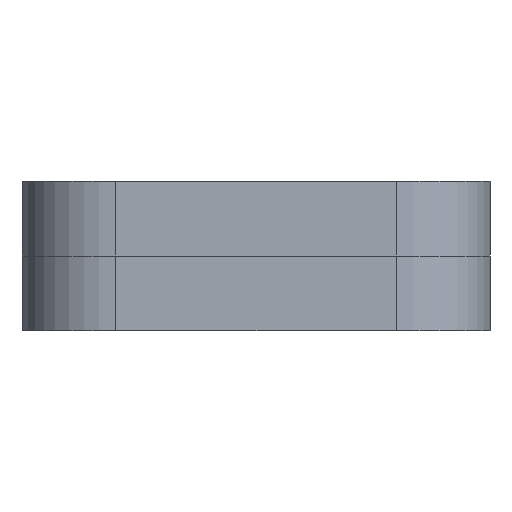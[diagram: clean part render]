
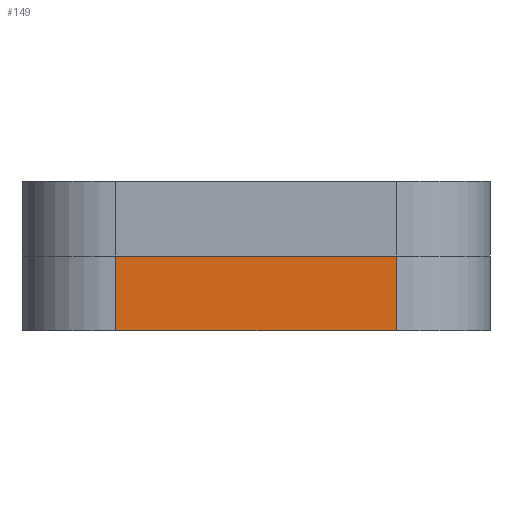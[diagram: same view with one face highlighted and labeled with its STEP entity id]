
A CAD part, front view. The second image highlights one B-rep face of the part: STEP entity #149.
In plain terms, the highlighted planar face has unit normal (0, -1, 0).
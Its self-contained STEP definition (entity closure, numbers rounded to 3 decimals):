
#149=ADVANCED_FACE('',(#1833),#1835,.T.);
#1833=FACE_BOUND('',#1834,.T.);
#1834=EDGE_LOOP('',(#3083,#3084,#3085,#3086));
#1835=PLANE('',#1836);
#1836=AXIS2_PLACEMENT_3D('',#1837,#1838,#1839);
#1837=CARTESIAN_POINT('',(-1.5,-20.,0.));
#1838=DIRECTION('',(0.,-1.,0.));
#1839=DIRECTION('',(1.,0.,0.));
#3083=ORIENTED_EDGE('',*,*,#4394,.T.);
#3084=ORIENTED_EDGE('',*,*,#4395,.T.);
#3085=ORIENTED_EDGE('',*,*,#4396,.F.);
#3086=ORIENTED_EDGE('',*,*,#4392,.F.);
#4392=EDGE_CURVE('',#4921,#4923,#4924,.T.);
#4394=EDGE_CURVE('',#4921,#4926,#4927,.T.);
#4395=EDGE_CURVE('',#4926,#4928,#4929,.T.);
#4396=EDGE_CURVE('',#4923,#4928,#4930,.T.);
#4921=VERTEX_POINT('',#5813);
#4923=VERTEX_POINT('',#5818);
#4924=LINE('',#5819,#5820);
#4926=VERTEX_POINT('',#5826);
#4927=LINE('',#5827,#5828);
#4928=VERTEX_POINT('',#5830);
#4929=LINE('',#5831,#5832);
#4930=LINE('',#5834,#5835);
#5813=CARTESIAN_POINT('',(-1.5,-20.,0.));
#5818=CARTESIAN_POINT('',(-1.5,-20.,0.8));
#5819=CARTESIAN_POINT('',(-1.5,-20.,0.));
#5820=VECTOR('',#5821,1.);
#5821=DIRECTION('',(0.,0.,1.));
#5826=CARTESIAN_POINT('',(1.5,-20.,0.));
#5827=CARTESIAN_POINT('',(-1.5,-20.,0.));
#5828=VECTOR('',#5829,1.);
#5829=DIRECTION('',(1.,0.,0.));
#5830=CARTESIAN_POINT('',(1.5,-20.,0.8));
#5831=CARTESIAN_POINT('',(1.5,-20.,0.));
#5832=VECTOR('',#5833,1.);
#5833=DIRECTION('',(0.,0.,1.));
#5834=CARTESIAN_POINT('',(-1.5,-20.,0.8));
#5835=VECTOR('',#5836,1.);
#5836=DIRECTION('',(1.,0.,0.));
